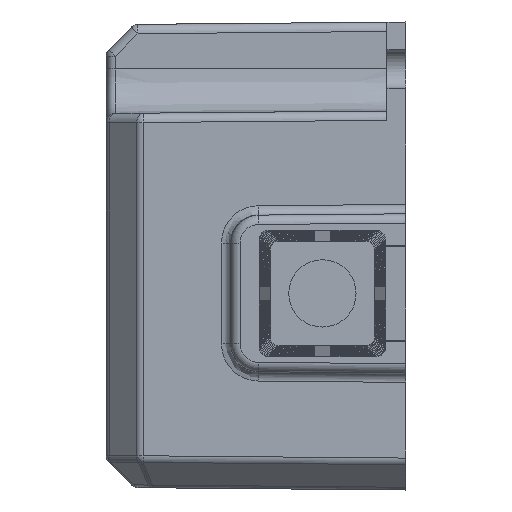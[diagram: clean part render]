
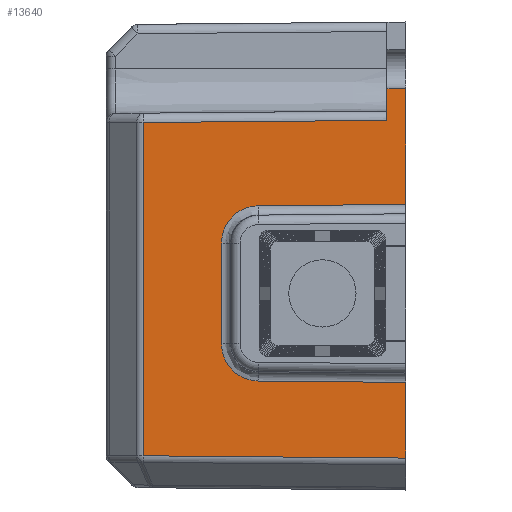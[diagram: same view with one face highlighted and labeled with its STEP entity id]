
A CAD part, left-side view. The second image highlights one B-rep face of the part: STEP entity #13640.
In plain terms, the highlighted planar face has unit normal (-1, 0.009, 0).
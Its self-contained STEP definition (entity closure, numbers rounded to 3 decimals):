
#5260=CARTESIAN_POINT('',(-77.417,-2.,-21.603));
#5270=VERTEX_POINT('',#5260);
#5300=CARTESIAN_POINT('',(-77.417,-2.,-21.603));
#5310=DIRECTION('',(0.,0.,1.));
#5320=VECTOR('',#5310,8.093);
#5330=LINE('',#5300,#5320);
#5340=CARTESIAN_POINT('',(-77.417,-2.,-13.51));
#5350=VERTEX_POINT('',#5340);
#5360=EDGE_CURVE('',#5270,#5350,#5330,.T.);
#12460=CARTESIAN_POINT('',(-77.28,13.726,
-13.373));
#12470=DIRECTION('',(-0.009,-1.,
-0.009));
#12480=VECTOR('',#12470,15.727);
#12490=LINE('',#12460,#12480);
#12500=CARTESIAN_POINT('',(-77.28,13.726,
-13.373));
#12510=VERTEX_POINT('',#12500);
#12520=EDGE_CURVE('',#12510,#5350,#12490,.T.);
#12650=CARTESIAN_POINT('',(-77.4,0.,-27.359));
#12660=DIRECTION('',(-1.,0.009,0.));
#12670=DIRECTION('',(0.,0.,-1.));
#12680=AXIS2_PLACEMENT_3D('',#12650,#12660,#12670);
#12690=PLANE('',#12680);
#12700=ORIENTED_EDGE('',*,*,#5360,.T.);
#12710=CARTESIAN_POINT('',(-77.417,-2.,-21.603));
#12720=DIRECTION('',(0.009,1.,
0.009));
#12730=VECTOR('',#12720,28.053);
#12740=LINE('',#12710,#12730);
#12750=CARTESIAN_POINT('',(-77.173,26.051,
-21.359));
#12760=VERTEX_POINT('',#12750);
#12770=EDGE_CURVE('',#5270,#12760,#12740,.T.);
#12780=ORIENTED_EDGE('',*,*,#12770,.F.);
#12790=CARTESIAN_POINT('',(-77.173,26.051,14.273))
;
#12800=DIRECTION('',(0.,0.,-1.));
#12810=VECTOR('',#12800,35.631);
#12820=LINE('',#12790,#12810);
#12830=CARTESIAN_POINT('',(-77.173,26.051,
14.273));
#12840=VERTEX_POINT('',#12830);
#12850=EDGE_CURVE('',#12840,#12760,#12820,.T.);
#12860=ORIENTED_EDGE('',*,*,#12850,.T.);
#12870=CARTESIAN_POINT('',(-77.173,26.051,14.273))
;
#12880=DIRECTION('',(-0.009,-1.,
0.009));
#12890=VECTOR('',#12880,26.053);
#12900=LINE('',#12870,#12890);
#12910=CARTESIAN_POINT('',(-77.4,0.,14.5));
#12920=VERTEX_POINT('',#12910);
#12930=EDGE_CURVE('',#12840,#12920,#12900,.T.);
#12940=ORIENTED_EDGE('',*,*,#12930,.F.);
#12950=CARTESIAN_POINT('',(-77.4,0.,14.5));
#12960=DIRECTION('',(0.,0.,1.));
#12970=VECTOR('',#12960,3.4);
#12980=LINE('',#12950,#12970);
#12990=CARTESIAN_POINT('',(-77.4,0.,17.9));
#13000=VERTEX_POINT('',#12990);
#13010=EDGE_CURVE('',#12920,#13000,#12980,.T.);
#13020=ORIENTED_EDGE('',*,*,#13010,.F.);
#13030=CARTESIAN_POINT('',(-77.417,-2.,17.9));
#13040=DIRECTION('',(0.009,1.,0.));
#13050=VECTOR('',#13040,2.);
#13060=LINE('',#13030,#13050);
#13070=CARTESIAN_POINT('',(-77.417,-2.,17.9));
#13080=VERTEX_POINT('',#13070);
#13090=EDGE_CURVE('',#13080,#13000,#13060,.T.);
#13100=ORIENTED_EDGE('',*,*,#13090,.T.);
#13110=CARTESIAN_POINT('',(-77.417,-2.,5.51));
#13120=DIRECTION('',(0.,0.,1.));
#13130=VECTOR('',#13120,12.39);
#13140=LINE('',#13110,#13130);
#13150=CARTESIAN_POINT('',(-77.417,-2.,5.51));
#13160=VERTEX_POINT('',#13150);
#13170=EDGE_CURVE('',#13160,#13080,#13140,.T.);
#13180=ORIENTED_EDGE('',*,*,#13170,.T.);
#13190=CARTESIAN_POINT('',(-77.417,-2.,5.51));
#13200=DIRECTION('',(0.009,1.,
-0.009));
#13210=VECTOR('',#13200,15.727);
#13220=LINE('',#13190,#13210);
#13230=CARTESIAN_POINT('',(-77.28,13.726,5.373
));
#13240=VERTEX_POINT('',#13230);
#13250=EDGE_CURVE('',#13160,#13240,#13220,.T.);
#13260=ORIENTED_EDGE('',*,*,#13250,.F.);
#13270=CARTESIAN_POINT('',(-77.28,13.726,5.373
));
#13280=CARTESIAN_POINT('',(-77.277,14.082,5.37)
);
#13290=CARTESIAN_POINT('',(-77.271,14.767,5.272
));
#13300=CARTESIAN_POINT('',(-77.263,15.737,4.864
));
#13310=CARTESIAN_POINT('',(-77.255,16.564,4.221
));
#13320=CARTESIAN_POINT('',(-77.25,17.199,3.389
));
#13330=CARTESIAN_POINT('',(-77.246,17.6,2.415
));
#13340=CARTESIAN_POINT('',(-77.246,17.691,1.73
));
#13350=CARTESIAN_POINT('',(-77.246,17.691,1.373
));
#13360=B_SPLINE_CURVE_WITH_KNOTS('',3,(#13270,#13280,#13290,#13300,
#13310,#13320,#13330,#13340,#13350),.UNSPECIFIED.,.F.,.F.,(4,1,1,1,1,1,4
),(0.,0.167,0.333,0.5,0.667,
0.833,1.),.UNSPECIFIED.);
#13370=CARTESIAN_POINT('',(-77.246,17.691,1.373
));
#13380=VERTEX_POINT('',#13370);
#13390=EDGE_CURVE('',#13240,#13380,#13360,.T.);
#13400=ORIENTED_EDGE('',*,*,#13390,.F.);
#13410=CARTESIAN_POINT('',(-77.246,17.691,
-9.373));
#13420=DIRECTION('',(0.,0.,
1.));
#13430=VECTOR('',#13420,10.747);
#13440=LINE('',#13410,#13430);
#13450=CARTESIAN_POINT('',(-77.246,17.691,
-9.373));
#13460=VERTEX_POINT('',#13450);
#13470=EDGE_CURVE('',#13460,#13380,#13440,.T.);
#13480=ORIENTED_EDGE('',*,*,#13470,.T.);
#13490=CARTESIAN_POINT('',(-77.246,17.691,
-9.373));
#13500=CARTESIAN_POINT('',(-77.246,17.691,
-9.73));
#13510=CARTESIAN_POINT('',(-77.246,17.6,
-10.415));
#13520=CARTESIAN_POINT('',(-77.25,17.199,-11.389
));
#13530=CARTESIAN_POINT('',(-77.255,16.564,
-12.221));
#13540=CARTESIAN_POINT('',(-77.263,15.738,
-12.864));
#13550=CARTESIAN_POINT('',(-77.271,14.767,
-13.272));
#13560=CARTESIAN_POINT('',(-77.277,14.082,
-13.37));
#13570=CARTESIAN_POINT('',(-77.28,13.726,
-13.373));
#13580=B_SPLINE_CURVE_WITH_KNOTS('',3,(#13490,#13500,#13510,#13520,
#13530,#13540,#13550,#13560,#13570),.UNSPECIFIED.,.F.,.F.,(4,1,1,1,1,1,4
),(0.,0.167,0.333,0.5,0.667,
0.833,1.),.UNSPECIFIED.);
#13590=EDGE_CURVE('',#13460,#12510,#13580,.T.);
#13600=ORIENTED_EDGE('',*,*,#13590,.F.);
#13610=ORIENTED_EDGE('',*,*,#12520,.F.);
#13620=EDGE_LOOP('',(#13610,#13600,#13480,#13400,#13260,#13180,#13100,
#13020,#12940,#12860,#12780,#12700));
#13630=FACE_OUTER_BOUND('',#13620,.T.);
#13640=ADVANCED_FACE('',(#13630),#12690,.T.);
